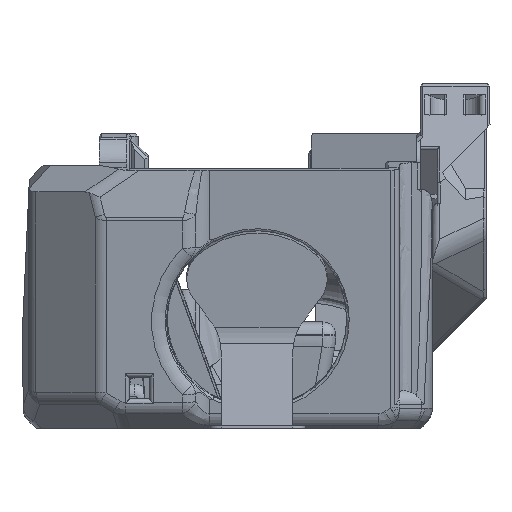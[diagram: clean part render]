
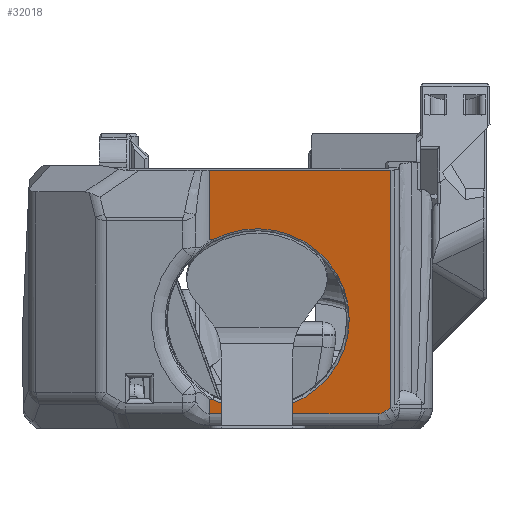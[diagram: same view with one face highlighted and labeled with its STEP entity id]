
A CAD part, left-side view. The second image highlights one B-rep face of the part: STEP entity #32018.
In plain terms, the highlighted planar face has unit normal (-0.985, 0, -0.174).
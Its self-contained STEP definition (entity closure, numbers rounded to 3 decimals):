
#915=B_SPLINE_CURVE_WITH_KNOTS('',3,(#53843,#53844,#53845,#53846),
 .UNSPECIFIED.,.F.,.F.,(4,4),(0.,0.382),.UNSPECIFIED.);
#928=B_SPLINE_CURVE_WITH_KNOTS('',3,(#54168,#54169,#54170,#54171),
 .UNSPECIFIED.,.F.,.F.,(4,4),(0.618,1.),.UNSPECIFIED.);
#1509=CIRCLE('',#33944,14.4);
#2699=ELLIPSE('',#34559,3.203,2.);
#6756=ORIENTED_EDGE('',*,*,#14747,.F.);
#6757=ORIENTED_EDGE('',*,*,#13766,.T.);
#6758=ORIENTED_EDGE('',*,*,#14890,.T.);
#6759=ORIENTED_EDGE('',*,*,#14891,.F.);
#6760=ORIENTED_EDGE('',*,*,#14892,.T.);
#6761=ORIENTED_EDGE('',*,*,#14893,.T.);
#6762=ORIENTED_EDGE('',*,*,#14894,.F.);
#6763=ORIENTED_EDGE('',*,*,#14895,.T.);
#6764=ORIENTED_EDGE('',*,*,#14350,.F.);
#6765=ORIENTED_EDGE('',*,*,#14375,.F.);
#13766=EDGE_CURVE('',#18322,#18321,#1509,.T.);
#14350=EDGE_CURVE('',#18710,#18711,#21459,.T.);
#14375=EDGE_CURVE('',#18728,#18710,#21477,.T.);
#14747=EDGE_CURVE('',#18322,#18728,#915,.F.);
#14890=EDGE_CURVE('',#18321,#19094,#928,.T.);
#14891=EDGE_CURVE('',#19095,#19094,#21799,.T.);
#14892=EDGE_CURVE('',#19095,#19096,#21800,.T.);
#14893=EDGE_CURVE('',#19096,#19097,#2699,.T.);
#14894=EDGE_CURVE('',#19098,#19097,#21801,.T.);
#14895=EDGE_CURVE('',#19098,#18711,#21802,.T.);
#18321=VERTEX_POINT('',#49686);
#18322=VERTEX_POINT('',#49688);
#18710=VERTEX_POINT('',#52173);
#18711=VERTEX_POINT('',#52175);
#18728=VERTEX_POINT('',#52234);
#19094=VERTEX_POINT('',#54172);
#19095=VERTEX_POINT('',#54174);
#19096=VERTEX_POINT('',#54176);
#19097=VERTEX_POINT('',#54178);
#19098=VERTEX_POINT('',#54180);
#21459=LINE('',#52174,#24309);
#21477=LINE('',#52235,#24327);
#21799=LINE('',#54173,#24649);
#21800=LINE('',#54175,#24650);
#21801=LINE('',#54179,#24651);
#21802=LINE('',#54181,#24652);
#24309=VECTOR('',#38890,1000.);
#24327=VECTOR('',#38928,1000.);
#24649=VECTOR('',#39746,1000.);
#24650=VECTOR('',#39747,1000.);
#24651=VECTOR('',#39750,1000.);
#24652=VECTOR('',#39751,1000.);
#27078=EDGE_LOOP('',(#6756,#6757,#6758,#6759,#6760,#6761,#6762,#6763,#6764,
#6765));
#29070=FACE_BOUND('',#27078,.T.);
#30655=PLANE('',#34558);
#32018=ADVANCED_FACE('',(#29070),#30655,.F.);
#33944=AXIS2_PLACEMENT_3D('',#49687,#37931,#37932);
#34558=AXIS2_PLACEMENT_3D('',#54167,#39744,#39745);
#34559=AXIS2_PLACEMENT_3D('',#54177,#39748,#39749);
#37931=DIRECTION('',(0.985,0.,0.174));
#37932=DIRECTION('',(0.174,0.,-0.985));
#38890=DIRECTION('',(0.,-1.,0.));
#38928=DIRECTION('',(-0.174,0.,0.985));
#39744=DIRECTION('',(0.985,0.,0.174));
#39745=DIRECTION('',(-0.174,0.,0.985));
#39746=DIRECTION('',(-0.174,0.,0.985));
#39747=DIRECTION('',(0.,-1.,0.));
#39748=DIRECTION('',(-0.985,0.,-0.174));
#39749=DIRECTION('',(-0.165,-0.304,0.938));
#39750=DIRECTION('',(0.097,0.829,-0.551));
#39751=DIRECTION('',(-0.174,0.,0.985));
#49686=CARTESIAN_POINT('',(-28.264,11.767,4.533));
#49687=CARTESIAN_POINT('',(-30.458,4.853,16.973));
#49688=CARTESIAN_POINT('',(-32.651,11.767,29.413));
#52173=CARTESIAN_POINT('',(-34.572,12.27,40.304));
#52174=CARTESIAN_POINT('',(-34.572,24.853,40.304));
#52175=CARTESIAN_POINT('',(-34.572,-16.002,40.304));
#52234=CARTESIAN_POINT('',(-32.66,12.27,29.463));
#52235=CARTESIAN_POINT('',(-31.185,12.27,21.099));
#53843=CARTESIAN_POINT('',(-32.66,12.27,29.463));
#53844=CARTESIAN_POINT('',(-32.657,12.102,29.442));
#53845=CARTESIAN_POINT('',(-32.654,11.935,29.425));
#53846=CARTESIAN_POINT('',(-32.651,11.767,29.413));
#54167=CARTESIAN_POINT('',(-31.185,24.853,21.099));
#54168=CARTESIAN_POINT('',(-28.264,11.767,4.533));
#54169=CARTESIAN_POINT('',(-28.262,11.935,4.52));
#54170=CARTESIAN_POINT('',(-28.259,12.102,4.503));
#54171=CARTESIAN_POINT('',(-28.255,12.27,4.482));
#54172=CARTESIAN_POINT('',(-28.255,12.27,4.482));
#54173=CARTESIAN_POINT('',(-31.185,12.27,21.099));
#54174=CARTESIAN_POINT('',(-27.864,12.27,2.262));
#54175=CARTESIAN_POINT('',(-27.864,-14.655,2.262));
#54176=CARTESIAN_POINT('',(-27.864,-14.07,2.262));
#54177=CARTESIAN_POINT('',(-28.404,-14.652,5.326));
#54178=CARTESIAN_POINT('',(-27.923,-15.07,2.597));
#54179=CARTESIAN_POINT('',(-27.821,-14.199,2.018));
#54180=CARTESIAN_POINT('',(-28.032,-16.002,3.216));
#54181=CARTESIAN_POINT('',(-7.663,-16.002,-112.301));
